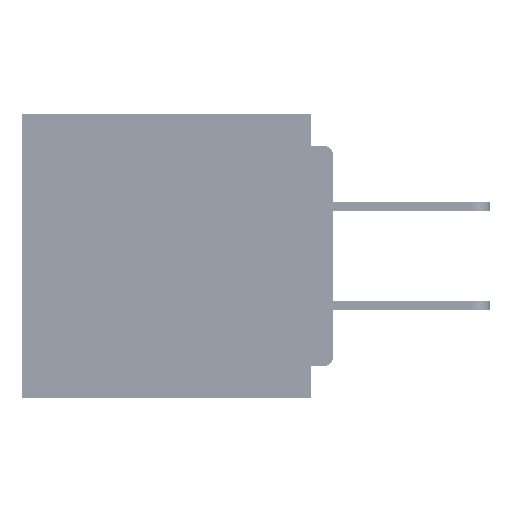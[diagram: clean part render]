
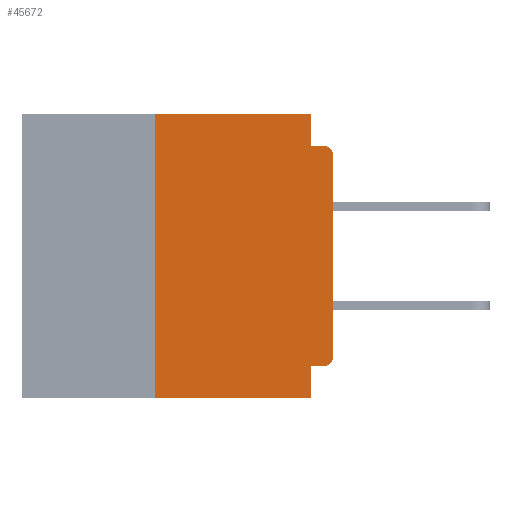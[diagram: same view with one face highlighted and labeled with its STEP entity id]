
A CAD part, left-side view. The second image highlights one B-rep face of the part: STEP entity #45672.
In plain terms, the highlighted planar face has unit normal (-1, 0, 0).
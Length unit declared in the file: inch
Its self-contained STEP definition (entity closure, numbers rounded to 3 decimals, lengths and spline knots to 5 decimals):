
#56 = CARTESIAN_POINT ( 'NONE',  ( 0., 0., -0.34 ) ) ;
#213 = ORIENTED_EDGE ( 'NONE', *, *, #15066, .T. ) ;
#668 = LINE ( 'NONE', #29576, #13410 ) ;
#1105 = CARTESIAN_POINT ( 'NONE',  ( 0., 0.031, -0.4 ) ) ;
#1152 = LINE ( 'NONE', #31379, #10888 ) ;
#1381 = VECTOR ( 'NONE', #37694, 39.37008 ) ;
#2983 = AXIS2_PLACEMENT_3D ( 'NONE', #22616, #37111, #8395 ) ;
#4133 = CARTESIAN_POINT ( 'NONE',  ( 0., 0.031, 0. ) ) ;
#4721 = DIRECTION ( 'NONE',  ( -1., 0., 0. ) ) ;
#4813 = VERTEX_POINT ( 'NONE', #39610 ) ;
#5160 = EDGE_CURVE ( 'NONE', #4813, #55143, #50198, .T. ) ;
#8182 = EDGE_CURVE ( 'NONE', #4813, #42783, #22498, .T. ) ;
#8395 = DIRECTION ( 'NONE',  ( 0., 0., -1. ) ) ;
#8728 = ORIENTED_EDGE ( 'NONE', *, *, #36792, .F. ) ;
#9080 = CARTESIAN_POINT ( 'NONE',  ( 0., 0.015, -0.045 ) ) ;
#9750 = VECTOR ( 'NONE', #50909, 39.37008 ) ;
#10888 = VECTOR ( 'NONE', #41223, 39.37008 ) ;
#11495 = ORIENTED_EDGE ( 'NONE', *, *, #20746, .F. ) ;
#12655 = LINE ( 'NONE', #4133, #1381 ) ;
#12881 = ORIENTED_EDGE ( 'NONE', *, *, #49289, .T. ) ;
#13410 = VECTOR ( 'NONE', #34416, 39.37008 ) ;
#14395 = DIRECTION ( 'NONE',  ( 0., 1., 0. ) ) ;
#15066 = EDGE_CURVE ( 'NONE', #55738, #19574, #61447, .T. ) ;
#15624 = ORIENTED_EDGE ( 'NONE', *, *, #51438, .T. ) ;
#15936 = EDGE_CURVE ( 'NONE', #42783, #30785, #668, .T. ) ;
#19395 = VECTOR ( 'NONE', #24973, 39.37008 ) ;
#19574 = VERTEX_POINT ( 'NONE', #9080 ) ;
#20746 = EDGE_CURVE ( 'NONE', #35537, #19574, #1152, .T. ) ;
#20831 = VECTOR ( 'NONE', #42940, 39.37008 ) ;
#20896 = LINE ( 'NONE', #1105, #19395 ) ;
#20917 = DIRECTION ( 'NONE',  ( -1., 0., 0. ) ) ;
#21706 = VERTEX_POINT ( 'NONE', #56634 ) ;
#21811 = VERTEX_POINT ( 'NONE', #52628 ) ;
#22498 = LINE ( 'NONE', #31687, #9750 ) ;
#22616 = CARTESIAN_POINT ( 'NONE',  ( 0., 0.437, 0. ) ) ;
#22827 = ORIENTED_EDGE ( 'NONE', *, *, #15936, .F. ) ;
#23055 = EDGE_CURVE ( 'NONE', #21706, #21811, #28574, .T. ) ;
#24385 = CIRCLE ( 'NONE', #52907, 0.015 ) ;
#24973 = DIRECTION ( 'NONE',  ( 0., 0., -1. ) ) ;
#25509 = EDGE_LOOP ( 'NONE', ( #12881, #213, #11495, #46818, #22827, #61089, #25872, #8728, #42524, #15624 ) ) ;
#25872 = ORIENTED_EDGE ( 'NONE', *, *, #5160, .T. ) ;
#28055 = DIRECTION ( 'NONE',  ( 0., -1., 0. ) ) ;
#28394 = CARTESIAN_POINT ( 'NONE',  ( 0., 0.031, -0.045 ) ) ;
#28574 = LINE ( 'NONE', #43125, #53371 ) ;
#29576 = CARTESIAN_POINT ( 'NONE',  ( 0., 0.437, 0. ) ) ;
#30785 = VERTEX_POINT ( 'NONE', #41003 ) ;
#31379 = CARTESIAN_POINT ( 'NONE',  ( 0., 0., -0.045 ) ) ;
#31687 = CARTESIAN_POINT ( 'NONE',  ( 0., 0.25, -0.4 ) ) ;
#32295 = PLANE ( 'NONE',  #2983 ) ;
#33459 = CARTESIAN_POINT ( 'NONE',  ( 0., 0.015, -0.06 ) ) ;
#33632 = LINE ( 'NONE', #42729, #20831 ) ;
#34416 = DIRECTION ( 'NONE',  ( 0., -1., 0. ) ) ;
#35537 = VERTEX_POINT ( 'NONE', #28394 ) ;
#35756 = CARTESIAN_POINT ( 'NONE',  ( 0., 0.25, 0. ) ) ;
#36792 = EDGE_CURVE ( 'NONE', #21811, #55143, #20896, .T. ) ;
#37111 = DIRECTION ( 'NONE',  ( 1., 0., 0. ) ) ;
#37694 = DIRECTION ( 'NONE',  ( 0., 0., -1. ) ) ;
#37709 = CARTESIAN_POINT ( 'NONE',  ( 0., 0.437, -0.4 ) ) ;
#37752 = EDGE_CURVE ( 'NONE', #30785, #35537, #12655, .T. ) ;
#38245 = DIRECTION ( 'NONE',  ( 0., 0., -1. ) ) ;
#39610 = CARTESIAN_POINT ( 'NONE',  ( 0., 0.25, -0.4 ) ) ;
#41003 = CARTESIAN_POINT ( 'NONE',  ( 0., 0.031, 0. ) ) ;
#41016 = CARTESIAN_POINT ( 'NONE',  ( 0., 0., -0.06 ) ) ;
#41223 = DIRECTION ( 'NONE',  ( 0., -1., 0. ) ) ;
#42524 = ORIENTED_EDGE ( 'NONE', *, *, #23055, .F. ) ;
#42729 = CARTESIAN_POINT ( 'NONE',  ( 0., 0., 0. ) ) ;
#42783 = VERTEX_POINT ( 'NONE', #35756 ) ;
#42940 = DIRECTION ( 'NONE',  ( 0., 0., 1. ) ) ;
#43125 = CARTESIAN_POINT ( 'NONE',  ( 0., 0., -0.355 ) ) ;
#45672 = ADVANCED_FACE ( 'NONE', ( #56151 ), #32295, .F. ) ;
#46818 = ORIENTED_EDGE ( 'NONE', *, *, #37752, .F. ) ;
#47108 = VERTEX_POINT ( 'NONE', #56 ) ;
#48692 = VECTOR ( 'NONE', #28055, 39.37008 ) ;
#49289 = EDGE_CURVE ( 'NONE', #47108, #55738, #33632, .T. ) ;
#49579 = CARTESIAN_POINT ( 'NONE',  ( 0., 0.015, -0.34 ) ) ;
#49917 = AXIS2_PLACEMENT_3D ( 'NONE', #33459, #4721, #38245 ) ;
#50198 = LINE ( 'NONE', #37709, #48692 ) ;
#50467 = CARTESIAN_POINT ( 'NONE',  ( 0., 0.031, -0.4 ) ) ;
#50909 = DIRECTION ( 'NONE',  ( 0., 0., 1. ) ) ;
#51438 = EDGE_CURVE ( 'NONE', #21706, #47108, #24385, .T. ) ;
#52628 = CARTESIAN_POINT ( 'NONE',  ( 0., 0.031, -0.355 ) ) ;
#52907 = AXIS2_PLACEMENT_3D ( 'NONE', #49579, #20917, #54403 ) ;
#53371 = VECTOR ( 'NONE', #14395, 39.37008 ) ;
#54403 = DIRECTION ( 'NONE',  ( 0., 0., -1. ) ) ;
#55143 = VERTEX_POINT ( 'NONE', #50467 ) ;
#55738 = VERTEX_POINT ( 'NONE', #41016 ) ;
#56151 = FACE_OUTER_BOUND ( 'NONE', #25509, .T. ) ;
#56634 = CARTESIAN_POINT ( 'NONE',  ( 0., 0.015, -0.355 ) ) ;
#61089 = ORIENTED_EDGE ( 'NONE', *, *, #8182, .F. ) ;
#61447 = CIRCLE ( 'NONE', #49917, 0.015 ) ;
